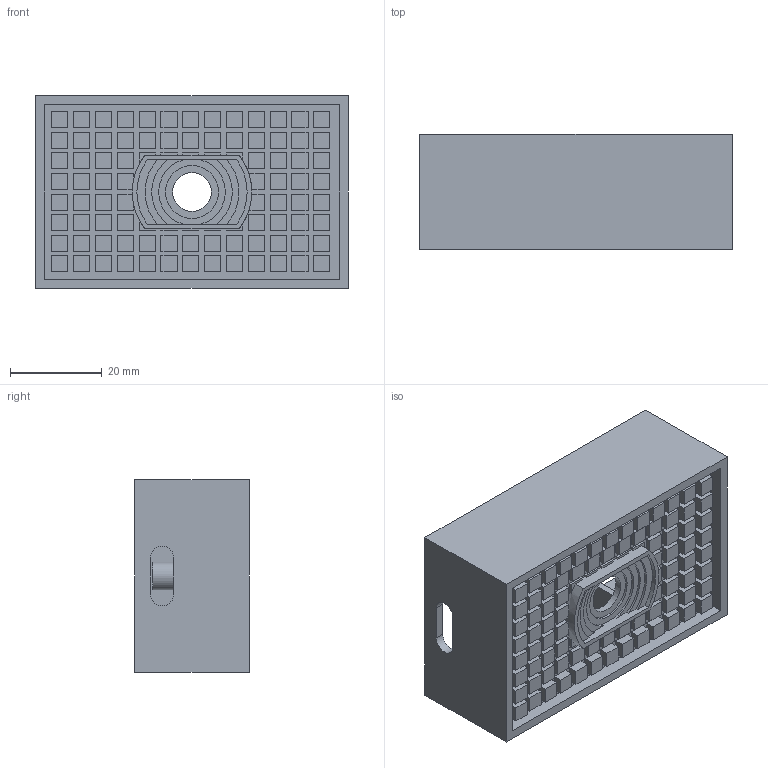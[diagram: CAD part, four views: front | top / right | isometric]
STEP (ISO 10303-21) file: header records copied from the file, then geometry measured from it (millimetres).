
FILE_DESCRIPTION(/* description */ (''),/* implementation_level */ '2;1');
FILE_NAME(/* name */ 'Main holder v14.step',/* time_stamp */ '2024-01-10T17:31:18-06:00',/* author */ (''),/* organization */ (''),/* preprocessor_version */ 'ST-DEVELOPER v20',/* originating_system */ 'Autodesk Translation Framework v12.14.0.127',/* authorisation */ '');
FILE_SCHEMA (('AUTOMOTIVE_DESIGN { 1 0 10303 214 3 1 1 }'));
Length unit declared in the file: millimetre
Products named in the file (1): Main holder
Bounding box: 68 x 25 x 42 mm (x, y, z)
Volume: 18304.7 mm3; surface area: 21456 mm2
Topology: 1 solids, 1 shells, 560 faces, 1391 edges, 923 vertices
Faces by surface type: plane 516, cylinder 41, torus 3
Full cylindrical faces by diameter (mm): 3 x3, 6 x3, 8.5 x1, 10.5 x1, 11.5 x1
Entity records: 16407 total; most frequent: CARTESIAN_POINT 2888, ORIENTED_EDGE 2782, DIRECTION 2601, EDGE_CURVE 1391, LINE 1301, VECTOR 1301, VERTEX_POINT 923, EDGE_LOOP 658
